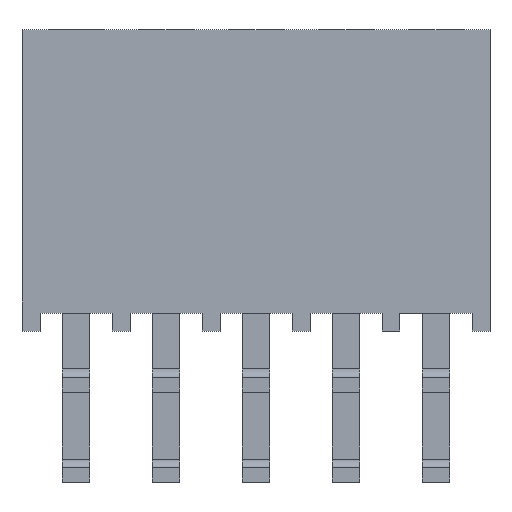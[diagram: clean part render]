
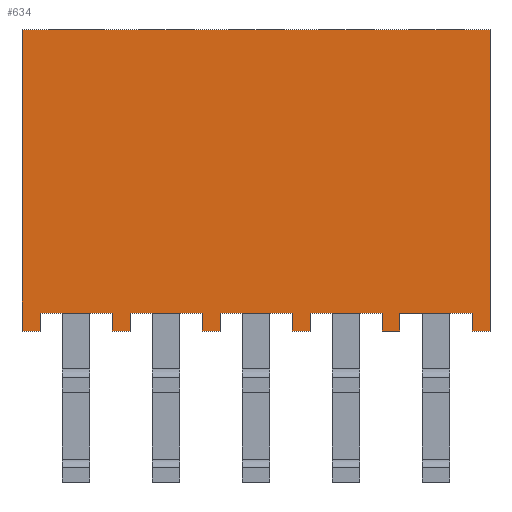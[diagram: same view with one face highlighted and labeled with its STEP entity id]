
A CAD part, top view. The second image highlights one B-rep face of the part: STEP entity #634.
In plain terms, the highlighted planar face has unit normal (0, 0, 1).
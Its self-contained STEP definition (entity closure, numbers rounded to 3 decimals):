
#634=ADVANCED_FACE('',(#1275),#1276,.T.);
#1275=FACE_OUTER_BOUND('',#1920,.T.);
#1276=PLANE('',#1921);
#1920=EDGE_LOOP('',(#3699,#3700,#3701,#3702,#3703,#3704,#3705,#3706,#3707,#3708,#3709,#3710,#3711,#3712,#3713,#3714,#3715,#3716,#3717,#3718,#3719,#3720,#3721,#3722));
#1921=AXIS2_PLACEMENT_3D('',#3723,#3724,#3725);
#3699=ORIENTED_EDGE('',*,*,#4411,.T.);
#3700=ORIENTED_EDGE('',*,*,#4450,.T.);
#3701=ORIENTED_EDGE('',*,*,#4500,.T.);
#3702=ORIENTED_EDGE('',*,*,#4501,.T.);
#3703=ORIENTED_EDGE('',*,*,#4502,.T.);
#3704=ORIENTED_EDGE('',*,*,#4497,.T.);
#3705=ORIENTED_EDGE('',*,*,#4491,.T.);
#3706=ORIENTED_EDGE('',*,*,#4495,.T.);
#3707=ORIENTED_EDGE('',*,*,#4488,.T.);
#3708=ORIENTED_EDGE('',*,*,#4485,.T.);
#3709=ORIENTED_EDGE('',*,*,#4479,.T.);
#3710=ORIENTED_EDGE('',*,*,#4483,.T.);
#3711=ORIENTED_EDGE('',*,*,#4476,.T.);
#3712=ORIENTED_EDGE('',*,*,#4473,.T.);
#3713=ORIENTED_EDGE('',*,*,#4467,.T.);
#3714=ORIENTED_EDGE('',*,*,#4471,.T.);
#3715=ORIENTED_EDGE('',*,*,#4464,.T.);
#3716=ORIENTED_EDGE('',*,*,#4461,.T.);
#3717=ORIENTED_EDGE('',*,*,#4455,.T.);
#3718=ORIENTED_EDGE('',*,*,#4459,.T.);
#3719=ORIENTED_EDGE('',*,*,#4452,.T.);
#3720=ORIENTED_EDGE('',*,*,#4446,.T.);
#3721=ORIENTED_EDGE('',*,*,#4416,.T.);
#3722=ORIENTED_EDGE('',*,*,#4421,.T.);
#3723=CARTESIAN_POINT('',(6.604,4.255,2.477));
#3724=DIRECTION('',(0.0,0.0,1.0));
#3725=DIRECTION('',(1.0,0.0,0.0));
#4411=EDGE_CURVE('',#5409,#5410,#5411,.T.);
#4416=EDGE_CURVE('',#5418,#5419,#5420,.T.);
#4421=EDGE_CURVE('',#5419,#5409,#5427,.T.);
#4446=EDGE_CURVE('',#5472,#5418,#5473,.T.);
#4450=EDGE_CURVE('',#5410,#5476,#5478,.T.);
#4452=EDGE_CURVE('',#5480,#5472,#5481,.T.);
#4455=EDGE_CURVE('',#5484,#5485,#5486,.T.);
#4459=EDGE_CURVE('',#5485,#5480,#5490,.T.);
#4461=EDGE_CURVE('',#5492,#5484,#5493,.T.);
#4464=EDGE_CURVE('',#5496,#5492,#5497,.T.);
#4467=EDGE_CURVE('',#5500,#5501,#5502,.T.);
#4471=EDGE_CURVE('',#5501,#5496,#5506,.T.);
#4473=EDGE_CURVE('',#5508,#5500,#5509,.T.);
#4476=EDGE_CURVE('',#5512,#5508,#5513,.T.);
#4479=EDGE_CURVE('',#5516,#5517,#5518,.T.);
#4483=EDGE_CURVE('',#5517,#5512,#5522,.T.);
#4485=EDGE_CURVE('',#5524,#5516,#5525,.T.);
#4488=EDGE_CURVE('',#5528,#5524,#5529,.T.);
#4491=EDGE_CURVE('',#5532,#5533,#5534,.T.);
#4495=EDGE_CURVE('',#5533,#5528,#5538,.T.);
#4497=EDGE_CURVE('',#5540,#5532,#5541,.T.);
#4500=EDGE_CURVE('',#5476,#5544,#5545,.T.);
#4501=EDGE_CURVE('',#5544,#5546,#5547,.T.);
#4502=EDGE_CURVE('',#5546,#5540,#5548,.T.);
#5409=VERTEX_POINT('',#6855);
#5410=VERTEX_POINT('',#6856);
#5411=LINE('',#6857,#6858);
#5418=VERTEX_POINT('',#6868);
#5419=VERTEX_POINT('',#6869);
#5420=LINE('',#6870,#6871);
#5427=LINE('',#6881,#6882);
#5472=VERTEX_POINT('',#6949);
#5473=LINE('',#6950,#6951);
#5476=VERTEX_POINT('',#6955);
#5478=LINE('',#6958,#6959);
#5480=VERTEX_POINT('',#6961);
#5481=LINE('',#6962,#6963);
#5484=VERTEX_POINT('',#6967);
#5485=VERTEX_POINT('',#6968);
#5486=LINE('',#6969,#6970);
#5490=LINE('',#6976,#6977);
#5492=VERTEX_POINT('',#6979);
#5493=LINE('',#6980,#6981);
#5496=VERTEX_POINT('',#6985);
#5497=LINE('',#6986,#6987);
#5500=VERTEX_POINT('',#6991);
#5501=VERTEX_POINT('',#6992);
#5502=LINE('',#6993,#6994);
#5506=LINE('',#7000,#7001);
#5508=VERTEX_POINT('',#7003);
#5509=LINE('',#7004,#7005);
#5512=VERTEX_POINT('',#7009);
#5513=LINE('',#7010,#7011);
#5516=VERTEX_POINT('',#7015);
#5517=VERTEX_POINT('',#7016);
#5518=LINE('',#7017,#7018);
#5522=LINE('',#7024,#7025);
#5524=VERTEX_POINT('',#7027);
#5525=LINE('',#7028,#7029);
#5528=VERTEX_POINT('',#7033);
#5529=LINE('',#7034,#7035);
#5532=VERTEX_POINT('',#7039);
#5533=VERTEX_POINT('',#7040);
#5534=LINE('',#7041,#7042);
#5538=LINE('',#7048,#7049);
#5540=VERTEX_POINT('',#7051);
#5541=LINE('',#7052,#7053);
#5544=VERTEX_POINT('',#7057);
#5545=LINE('',#7058,#7059);
#5546=VERTEX_POINT('',#7060);
#5547=LINE('',#7061,#7062);
#5548=LINE('',#7063,#7064);
#6855=CARTESIAN_POINT('',(12.7,0.508,2.477));
#6856=CARTESIAN_POINT('',(12.7,0.0,2.477));
#6857=CARTESIAN_POINT('',(12.7,2.131,2.477));
#6858=VECTOR('',#7592,1.0);
#6868=CARTESIAN_POINT('',(10.668,0.0,2.477));
#6869=CARTESIAN_POINT('',(10.668,0.508,2.477));
#6870=CARTESIAN_POINT('',(10.668,2.131,2.477));
#6871=VECTOR('',#7596,1.0);
#6881=CARTESIAN_POINT('',(9.144,0.508,2.477));
#6882=VECTOR('',#7600,1.0);
#6949=CARTESIAN_POINT('',(10.16,0.0,2.477));
#6950=CARTESIAN_POINT('',(6.604,0.0,2.477));
#6951=VECTOR('',#7623,1.0);
#6955=CARTESIAN_POINT('',(13.208,0.0,2.477));
#6958=CARTESIAN_POINT('',(6.604,0.0,2.477));
#6959=VECTOR('',#7626,1.0);
#6961=CARTESIAN_POINT('',(10.16,0.508,2.477));
#6962=CARTESIAN_POINT('',(10.16,2.131,2.477));
#6963=VECTOR('',#7627,1.0);
#6967=CARTESIAN_POINT('',(8.128,0.0,2.477));
#6968=CARTESIAN_POINT('',(8.128,0.508,2.477));
#6969=CARTESIAN_POINT('',(8.128,2.131,2.477));
#6970=VECTOR('',#7629,1.0);
#6976=CARTESIAN_POINT('',(7.874,0.508,2.477));
#6977=VECTOR('',#7632,1.0);
#6979=CARTESIAN_POINT('',(7.62,0.0,2.477));
#6980=CARTESIAN_POINT('',(6.604,0.0,2.477));
#6981=VECTOR('',#7633,1.0);
#6985=CARTESIAN_POINT('',(7.62,0.508,2.477));
#6986=CARTESIAN_POINT('',(7.62,2.131,2.477));
#6987=VECTOR('',#7635,1.0);
#6991=CARTESIAN_POINT('',(5.588,0.0,2.477));
#6992=CARTESIAN_POINT('',(5.588,0.508,2.477));
#6993=CARTESIAN_POINT('',(5.588,2.131,2.477));
#6994=VECTOR('',#7637,1.0);
#7000=CARTESIAN_POINT('',(6.604,0.508,2.477));
#7001=VECTOR('',#7640,1.0);
#7003=CARTESIAN_POINT('',(5.08,0.0,2.477));
#7004=CARTESIAN_POINT('',(6.604,0.0,2.477));
#7005=VECTOR('',#7641,1.0);
#7009=CARTESIAN_POINT('',(5.08,0.508,2.477));
#7010=CARTESIAN_POINT('',(5.08,2.131,2.477));
#7011=VECTOR('',#7643,1.0);
#7015=CARTESIAN_POINT('',(3.048,0.0,2.477));
#7016=CARTESIAN_POINT('',(3.048,0.508,2.477));
#7017=CARTESIAN_POINT('',(3.048,2.131,2.477));
#7018=VECTOR('',#7645,1.0);
#7024=CARTESIAN_POINT('',(5.334,0.508,2.477));
#7025=VECTOR('',#7648,1.0);
#7027=CARTESIAN_POINT('',(2.54,0.0,2.477));
#7028=CARTESIAN_POINT('',(6.604,0.0,2.477));
#7029=VECTOR('',#7649,1.0);
#7033=CARTESIAN_POINT('',(2.54,0.508,2.477));
#7034=CARTESIAN_POINT('',(2.54,2.131,2.477));
#7035=VECTOR('',#7651,1.0);
#7039=CARTESIAN_POINT('',(0.508,0.0,2.477));
#7040=CARTESIAN_POINT('',(0.508,0.508,2.477));
#7041=CARTESIAN_POINT('',(0.508,2.131,2.477));
#7042=VECTOR('',#7653,1.0);
#7048=CARTESIAN_POINT('',(4.064,0.508,2.477));
#7049=VECTOR('',#7656,1.0);
#7051=CARTESIAN_POINT('',(0.0,0.0,2.477));
#7052=CARTESIAN_POINT('',(6.604,0.0,2.477));
#7053=VECTOR('',#7657,1.0);
#7057=CARTESIAN_POINT('',(13.208,8.509,2.477));
#7058=CARTESIAN_POINT('',(13.208,4.255,2.477));
#7059=VECTOR('',#7659,1.0);
#7060=CARTESIAN_POINT('',(0.0,8.509,2.477));
#7061=CARTESIAN_POINT('',(6.604,8.509,2.477));
#7062=VECTOR('',#7660,1.0);
#7063=CARTESIAN_POINT('',(0.0,4.255,2.477));
#7064=VECTOR('',#7661,1.0);
#7592=DIRECTION('',(0.0,-1.0,0.0));
#7596=DIRECTION('',(0.0,1.0,0.0));
#7600=DIRECTION('',(1.0,0.0,-0.0));
#7623=DIRECTION('',(1.0,0.0,0.0));
#7626=DIRECTION('',(1.0,0.0,0.0));
#7627=DIRECTION('',(0.0,-1.0,0.0));
#7629=DIRECTION('',(0.0,1.0,0.0));
#7632=DIRECTION('',(1.0,0.0,-0.0));
#7633=DIRECTION('',(1.0,0.0,0.0));
#7635=DIRECTION('',(0.0,-1.0,0.0));
#7637=DIRECTION('',(0.0,1.0,0.0));
#7640=DIRECTION('',(1.0,0.0,-0.0));
#7641=DIRECTION('',(1.0,0.0,0.0));
#7643=DIRECTION('',(0.0,-1.0,0.0));
#7645=DIRECTION('',(0.0,1.0,0.0));
#7648=DIRECTION('',(1.0,0.0,-0.0));
#7649=DIRECTION('',(1.0,0.0,0.0));
#7651=DIRECTION('',(0.0,-1.0,0.0));
#7653=DIRECTION('',(0.0,1.0,0.0));
#7656=DIRECTION('',(1.0,0.0,-0.0));
#7657=DIRECTION('',(1.0,0.0,0.0));
#7659=DIRECTION('',(0.0,1.0,0.0));
#7660=DIRECTION('',(-1.0,0.0,0.0));
#7661=DIRECTION('',(0.0,-1.0,0.0));
